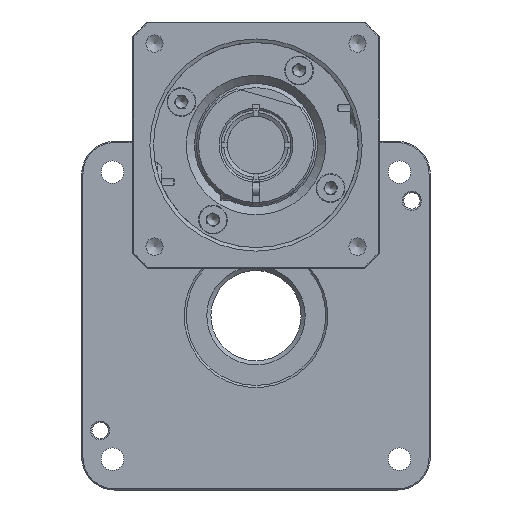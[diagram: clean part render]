
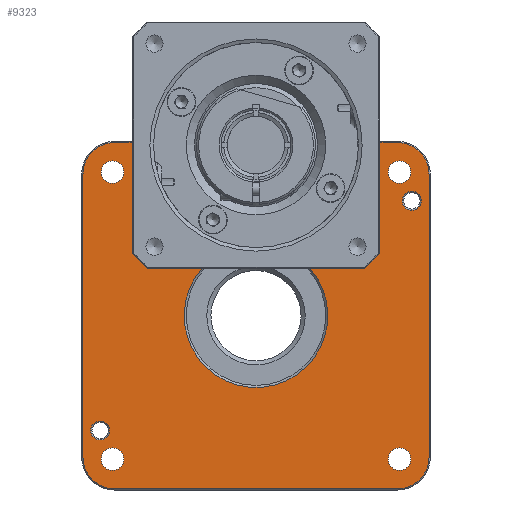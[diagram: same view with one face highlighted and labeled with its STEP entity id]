
A CAD part, front view. The second image highlights one B-rep face of the part: STEP entity #9323.
In plain terms, the highlighted planar face has unit normal (0, -1, 0).
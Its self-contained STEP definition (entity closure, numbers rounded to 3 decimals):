
#3570=CARTESIAN_POINT('',(25.095,0.,47.142));
#3571=VERTEX_POINT('',#3570);
#3572=CARTESIAN_POINT('',(-25.095,0.,47.142));
#3573=VERTEX_POINT('',#3572);
#3581=CARTESIAN_POINT('',(-5.71,0.,16.542));
#3582=VERTEX_POINT('',#3581);
#3583=CARTESIAN_POINT('',(0.,0.,41.6));
#3584=DIRECTION('',(0.0,1.0,0.0));
#3585=DIRECTION('',(0.,0.0,1.));
#3586=AXIS2_PLACEMENT_3D('',#3583,#3584,#3585);
#3587=CIRCLE('',#3586,25.7);
#3588=EDGE_CURVE('',#3582,#3573,#3587,.T.);
#3590=CARTESIAN_POINT('',(5.71,0.,16.542));
#3591=VERTEX_POINT('',#3590);
#3599=CARTESIAN_POINT('',(0.,0.,41.6));
#3600=DIRECTION('',(0.0,1.0,0.0));
#3601=DIRECTION('',(0.,0.0,1.));
#3602=AXIS2_PLACEMENT_3D('',#3599,#3600,#3601);
#3603=CIRCLE('',#3602,25.7);
#3604=EDGE_CURVE('',#3571,#3591,#3603,.T.);
#4567=CARTESIAN_POINT('',(0.0,0.0,0.0));
#4568=DIRECTION('',(0.0,1.0,0.0));
#4569=DIRECTION('',(0.0,0.0,1.0));
#4570=AXIS2_PLACEMENT_3D('',#4567,#4568,#4569);
#4571=CIRCLE('',#4570,17.5);
#4572=EDGE_CURVE('',#3591,#3582,#4571,.T.);
#4663=CARTESIAN_POINT('',(-38.0,0.,-25.7));
#4664=VERTEX_POINT('',#4663);
#4665=CARTESIAN_POINT('',(-38.0,0.,-28.));
#4666=DIRECTION('',(0.0,1.0,0.0));
#4667=DIRECTION('',(0.0,0.0,1.0));
#4668=AXIS2_PLACEMENT_3D('',#4665,#4666,#4667);
#4669=CIRCLE('',#4668,2.3);
#4670=EDGE_CURVE('',#4664,#4664,#4669,.T.);
#4719=CARTESIAN_POINT('',(38.0,0.,30.3));
#4720=VERTEX_POINT('',#4719);
#4721=CARTESIAN_POINT('',(38.0,0.,28.));
#4722=DIRECTION('',(0.0,1.0,0.0));
#4723=DIRECTION('',(0.0,0.0,1.0));
#4724=AXIS2_PLACEMENT_3D('',#4721,#4722,#4723);
#4725=CIRCLE('',#4724,2.3);
#4726=EDGE_CURVE('',#4720,#4720,#4725,.T.);
#4820=CARTESIAN_POINT('',(35.,0.,-37.75));
#4821=VERTEX_POINT('',#4820);
#4822=CARTESIAN_POINT('',(35.0,0.,-35.0));
#4823=DIRECTION('',(0.0,-1.0,0.0));
#4824=DIRECTION('',(0.0,0.0,1.0));
#4825=AXIS2_PLACEMENT_3D('',#4822,#4823,#4824);
#4826=CIRCLE('',#4825,2.75);
#4827=EDGE_CURVE('',#4821,#4821,#4826,.T.);
#4848=CARTESIAN_POINT('',(-35.,0.,-37.75));
#4849=VERTEX_POINT('',#4848);
#4850=CARTESIAN_POINT('',(-35.0,0.,-35.0));
#4851=DIRECTION('',(0.0,-1.0,0.0));
#4852=DIRECTION('',(0.0,0.0,1.0));
#4853=AXIS2_PLACEMENT_3D('',#4850,#4851,#4852);
#4854=CIRCLE('',#4853,2.75);
#4855=EDGE_CURVE('',#4849,#4849,#4854,.T.);
#4876=CARTESIAN_POINT('',(35.,0.,32.25));
#4877=VERTEX_POINT('',#4876);
#4878=CARTESIAN_POINT('',(35.0,0.,35.0));
#4879=DIRECTION('',(0.0,-1.0,0.0));
#4880=DIRECTION('',(0.0,0.0,1.0));
#4881=AXIS2_PLACEMENT_3D('',#4878,#4879,#4880);
#4882=CIRCLE('',#4881,2.75);
#4883=EDGE_CURVE('',#4877,#4877,#4882,.T.);
#4904=CARTESIAN_POINT('',(-35.,0.,32.25));
#4905=VERTEX_POINT('',#4904);
#4906=CARTESIAN_POINT('',(-35.0,0.,35.0));
#4907=DIRECTION('',(0.0,-1.0,0.0));
#4908=DIRECTION('',(0.0,0.0,1.0));
#4909=AXIS2_PLACEMENT_3D('',#4906,#4907,#4908);
#4910=CIRCLE('',#4909,2.75);
#4911=EDGE_CURVE('',#4905,#4905,#4910,.T.);
#9203=CARTESIAN_POINT('',(0.0,0.0,0.0));
#9204=DIRECTION('',(0.0,-1.0,0.0));
#9205=DIRECTION('',(0.0,0.0,-1.0));
#9206=AXIS2_PLACEMENT_3D('',#9203,#9204,#9205);
#9207=PLANE('',#9206);
#9208=ORIENTED_EDGE('',*,*,#4572,.T.);
#9209=ORIENTED_EDGE('',*,*,#3588,.T.);
#9210=CARTESIAN_POINT('',(-31.247,0.,42.2));
#9211=VERTEX_POINT('',#9210);
#9212=CARTESIAN_POINT('',(-31.247,0.,48.5));
#9213=DIRECTION('',(0.0,1.0,0.0));
#9214=DIRECTION('',(0.0,0.0,1.0));
#9215=AXIS2_PLACEMENT_3D('',#9212,#9213,#9214);
#9216=CIRCLE('',#9215,6.3);
#9217=EDGE_CURVE('',#3573,#9211,#9216,.T.);
#9218=ORIENTED_EDGE('',*,*,#9217,.T.);
#9219=CARTESIAN_POINT('',(-34.5,0.,42.2));
#9220=VERTEX_POINT('',#9219);
#9221=CARTESIAN_POINT('',(-31.247,0.,42.2));
#9222=DIRECTION('',(-1.0,0.0,0.0));
#9223=VECTOR('',#9222,3.253);
#9224=LINE('',#9221,#9223);
#9225=EDGE_CURVE('',#9211,#9220,#9224,.T.);
#9226=ORIENTED_EDGE('',*,*,#9225,.T.);
#9227=CARTESIAN_POINT('',(-42.2,0.,34.5));
#9228=VERTEX_POINT('',#9227);
#9229=CARTESIAN_POINT('',(-34.5,0.,34.5));
#9230=DIRECTION('',(0.0,-1.0,0.0));
#9231=DIRECTION('',(0.0,0.0,1.0));
#9232=AXIS2_PLACEMENT_3D('',#9229,#9230,#9231);
#9233=CIRCLE('',#9232,7.7);
#9234=EDGE_CURVE('',#9220,#9228,#9233,.T.);
#9235=ORIENTED_EDGE('',*,*,#9234,.T.);
#9236=CARTESIAN_POINT('',(-42.2,0.,-34.5));
#9237=VERTEX_POINT('',#9236);
#9238=CARTESIAN_POINT('',(-42.2,0.,34.5));
#9239=DIRECTION('',(0.0,0.0,-1.0));
#9240=VECTOR('',#9239,69.0);
#9241=LINE('',#9238,#9240);
#9242=EDGE_CURVE('',#9228,#9237,#9241,.T.);
#9243=ORIENTED_EDGE('',*,*,#9242,.T.);
#9244=CARTESIAN_POINT('',(-34.5,0.,-42.2));
#9245=VERTEX_POINT('',#9244);
#9246=CARTESIAN_POINT('',(-34.5,0.,-34.5));
#9247=DIRECTION('',(0.0,-1.0,0.0));
#9248=DIRECTION('',(0.0,0.0,1.0));
#9249=AXIS2_PLACEMENT_3D('',#9246,#9247,#9248);
#9250=CIRCLE('',#9249,7.7);
#9251=EDGE_CURVE('',#9237,#9245,#9250,.T.);
#9252=ORIENTED_EDGE('',*,*,#9251,.T.);
#9253=CARTESIAN_POINT('',(34.5,0.,-42.2));
#9254=VERTEX_POINT('',#9253);
#9255=CARTESIAN_POINT('',(-34.5,0.,-42.2));
#9256=DIRECTION('',(1.0,0.0,0.0));
#9257=VECTOR('',#9256,69.);
#9258=LINE('',#9255,#9257);
#9259=EDGE_CURVE('',#9245,#9254,#9258,.T.);
#9260=ORIENTED_EDGE('',*,*,#9259,.T.);
#9261=CARTESIAN_POINT('',(42.2,0.,-34.5));
#9262=VERTEX_POINT('',#9261);
#9263=CARTESIAN_POINT('',(34.5,0.,-34.5));
#9264=DIRECTION('',(0.0,-1.0,0.0));
#9265=DIRECTION('',(0.0,0.0,1.0));
#9266=AXIS2_PLACEMENT_3D('',#9263,#9264,#9265);
#9267=CIRCLE('',#9266,7.7);
#9268=EDGE_CURVE('',#9254,#9262,#9267,.T.);
#9269=ORIENTED_EDGE('',*,*,#9268,.T.);
#9270=CARTESIAN_POINT('',(42.2,0.,34.5));
#9271=VERTEX_POINT('',#9270);
#9272=CARTESIAN_POINT('',(42.2,0.,-34.5));
#9273=DIRECTION('',(0.0,0.0,1.0));
#9274=VECTOR('',#9273,69.0);
#9275=LINE('',#9272,#9274);
#9276=EDGE_CURVE('',#9262,#9271,#9275,.T.);
#9277=ORIENTED_EDGE('',*,*,#9276,.T.);
#9278=CARTESIAN_POINT('',(34.5,0.,42.2));
#9279=VERTEX_POINT('',#9278);
#9280=CARTESIAN_POINT('',(34.5,0.,34.5));
#9281=DIRECTION('',(0.0,-1.0,0.0));
#9282=DIRECTION('',(0.0,0.0,1.0));
#9283=AXIS2_PLACEMENT_3D('',#9280,#9281,#9282);
#9284=CIRCLE('',#9283,7.7);
#9285=EDGE_CURVE('',#9271,#9279,#9284,.T.);
#9286=ORIENTED_EDGE('',*,*,#9285,.T.);
#9287=CARTESIAN_POINT('',(31.247,0.,42.2));
#9288=VERTEX_POINT('',#9287);
#9289=CARTESIAN_POINT('',(34.5,0.,42.2));
#9290=DIRECTION('',(-1.0,0.0,0.0));
#9291=VECTOR('',#9290,3.253);
#9292=LINE('',#9289,#9291);
#9293=EDGE_CURVE('',#9279,#9288,#9292,.T.);
#9294=ORIENTED_EDGE('',*,*,#9293,.T.);
#9295=CARTESIAN_POINT('',(31.247,0.,48.5));
#9296=DIRECTION('',(0.0,1.0,0.0));
#9297=DIRECTION('',(0.0,0.0,1.0));
#9298=AXIS2_PLACEMENT_3D('',#9295,#9296,#9297);
#9299=CIRCLE('',#9298,6.3);
#9300=EDGE_CURVE('',#9288,#3571,#9299,.T.);
#9301=ORIENTED_EDGE('',*,*,#9300,.T.);
#9302=ORIENTED_EDGE('',*,*,#3604,.T.);
#9303=EDGE_LOOP('',(#9208,#9209,#9218,#9226,#9235,#9243,#9252,#9260,#9269,#9277,#9286,#9294,#9301,#9302));
#9304=FACE_OUTER_BOUND('',#9303,.T.);
#9305=ORIENTED_EDGE('',*,*,#4883,.F.);
#9306=EDGE_LOOP('',(#9305));
#9307=FACE_BOUND('',#9306,.T.);
#9308=ORIENTED_EDGE('',*,*,#4827,.F.);
#9309=EDGE_LOOP('',(#9308));
#9310=FACE_BOUND('',#9309,.T.);
#9311=ORIENTED_EDGE('',*,*,#4855,.F.);
#9312=EDGE_LOOP('',(#9311));
#9313=FACE_BOUND('',#9312,.T.);
#9314=ORIENTED_EDGE('',*,*,#4670,.T.);
#9315=EDGE_LOOP('',(#9314));
#9316=FACE_BOUND('',#9315,.T.);
#9317=ORIENTED_EDGE('',*,*,#4726,.T.);
#9318=EDGE_LOOP('',(#9317));
#9319=FACE_BOUND('',#9318,.T.);
#9320=ORIENTED_EDGE('',*,*,#4911,.F.);
#9321=EDGE_LOOP('',(#9320));
#9322=FACE_BOUND('',#9321,.T.);
#9323=ADVANCED_FACE('',(#9304,#9307,#9310,#9313,#9316,#9319,#9322),#9207,.T.);
